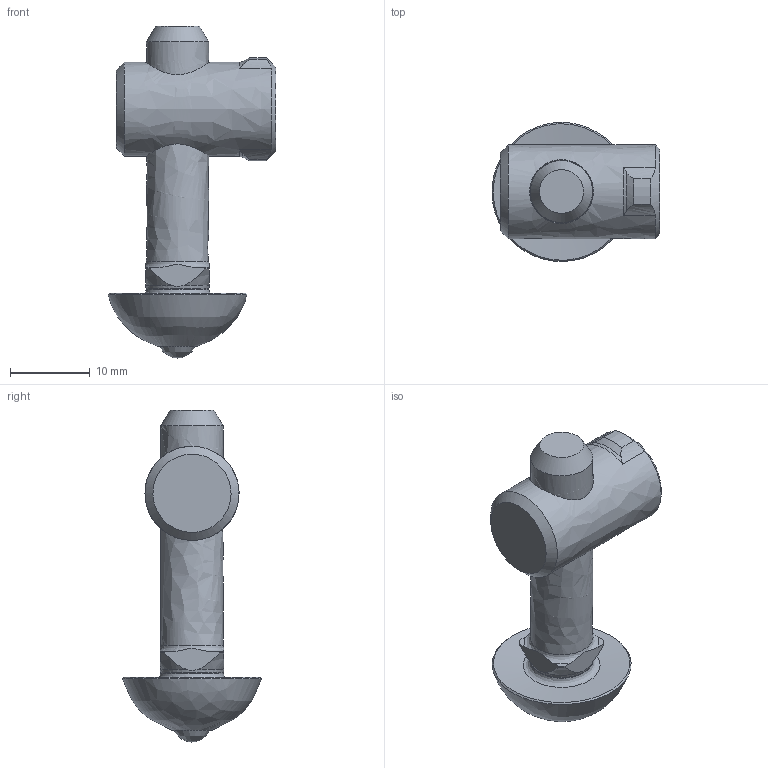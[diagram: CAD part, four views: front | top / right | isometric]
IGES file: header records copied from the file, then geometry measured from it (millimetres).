
Global section: file name: SV1221V_A; native system: Autodesk Inventor 2015; preprocessor: unknown; author: D. Wölk,; organization: 11; date: 20151130.164004; units: millimetre
Bounding box: 21.06 x 17.45 x 41.63 mm (x, y, z)
Volume: 4151.4 mm3; surface area: 3275.6 mm2
Topology: 5 solids, 5 shells, 62 faces, 176 edges, 122 vertices
Faces by surface type: bspline 62
